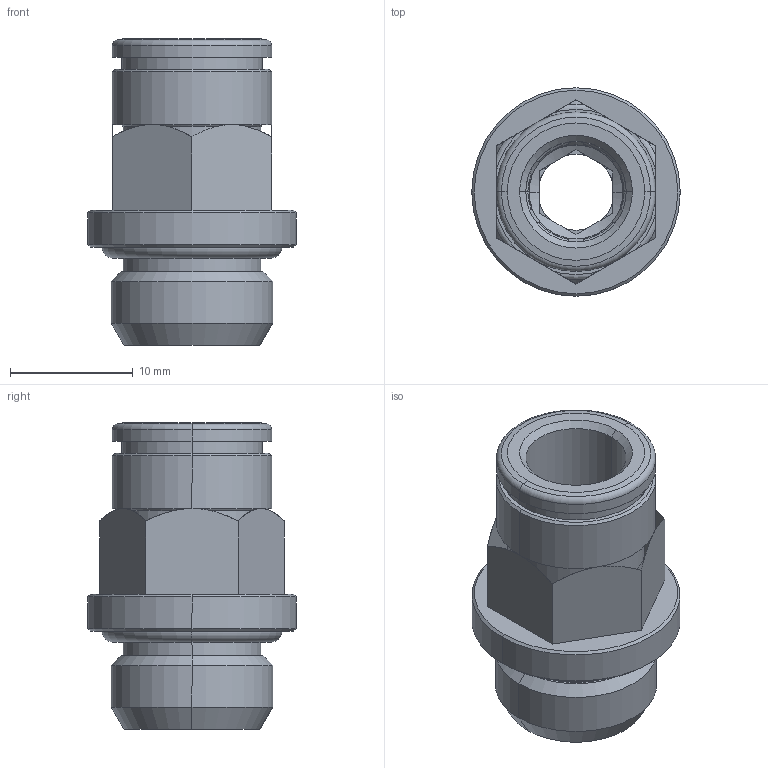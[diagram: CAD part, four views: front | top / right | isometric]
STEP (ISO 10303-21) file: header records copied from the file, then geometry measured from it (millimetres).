
FILE_DESCRIPTION((''),'2;1');
FILE_NAME('1071_Steckverschraubung_1_4.stp','2011-12-05T08:50:37',('pascalzweiacker'),(''),'Autodesk Inventor 2012','Autodesk Inventor 2012','');
FILE_SCHEMA(('AUTOMOTIVE_DESIGN { 1 0 10303 214 1 1 1 1 }'));
Length unit declared in the file: millimetre
Products named in the file (1): 1071_Steckverschraubung_1_4
Bounding box: 17 x 17 x 25 mm (x, y, z)
Volume: 2212.8 mm3; surface area: 3347 mm2
Topology: 4 solids, 5 shells, 278 faces, 726 edges, 462 vertices
Faces by surface type: plane 89, cylinder 86, cone 56, torus 47
Entity records: 9592 total; most frequent: CARTESIAN_POINT 2652, DIRECTION 1524, ORIENTED_EDGE 1444, EDGE_CURVE 722, AXIS2_PLACEMENT_3D 626, VERTEX_POINT 458, CIRCLE 349, EDGE_LOOP 296
